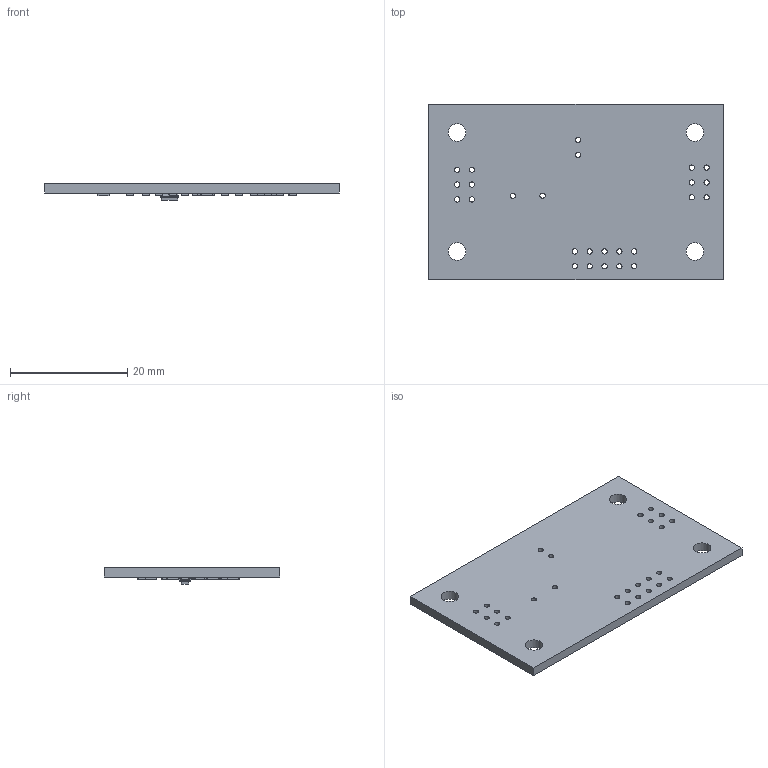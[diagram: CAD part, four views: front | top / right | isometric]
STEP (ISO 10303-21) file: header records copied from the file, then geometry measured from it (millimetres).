
FILE_DESCRIPTION(('KiCad electronic assembly'),'2;1');
FILE_NAME('PCRD01.step','2023-04-12T15:09:58',('Pcbnew'),('Kicad'), 'Open CASCADE STEP processor 7.5','KiCad to STEP converter','Unknown' );
FILE_SCHEMA(('AUTOMOTIVE_DESIGN { 1 0 10303 214 1 1 1 1 }'));
Length unit declared in the file: millimetre
Products named in the file (6): PCRD01 1; R_0805_2012Metric; SOLID; SOT-23; tmpavp6qye8 PCB
Assembly tree (28 placements, depth 3):
  PCRD01 1
    R_0805_2012Metric  x24
      SOLID
    SOT-23
      SOLID
    tmpavp6qye8 PCB
Bounding box: 50.29 x 29.97 x 2.85 mm (x, y, z)
Volume: 2368 mm3; surface area: 3563.3 mm2
Topology: 26 solids, 26 shells, 736 faces, 1914 edges, 1230 vertices
Faces by surface type: plane 475, cylinder 234, bspline 27
Full cylindrical faces by diameter (mm): 0.9 x26, 3 x4
Entity records: 10021 total; most frequent: CARTESIAN_POINT 2149, DIRECTION 1266, LINE 766, VECTOR 766, ORIENTED_EDGE 700, PCURVE 700, DEFINITIONAL_REPRESENTATION 700, EDGE_CURVE 350
